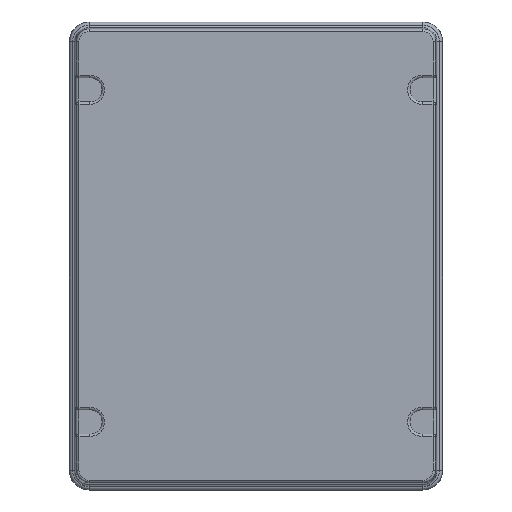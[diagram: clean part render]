
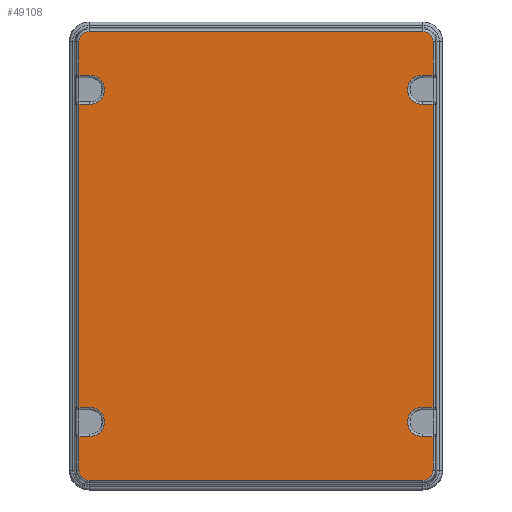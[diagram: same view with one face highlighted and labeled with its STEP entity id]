
A CAD part, top view. The second image highlights one B-rep face of the part: STEP entity #49108.
In plain terms, the highlighted planar face has unit normal (0, 0, 1).
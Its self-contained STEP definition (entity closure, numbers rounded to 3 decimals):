
#46085=DIRECTION('',(1.,0.,0.));
#46086=VECTOR('',#46085,9.237);
#46087=CARTESIAN_POINT('',(-149.637,128.1,49.5));
#46088=LINE('',#46087,#46086);
#46104=DIRECTION('',(0.,1.,0.));
#46105=VECTOR('',#46104,256.2);
#46106=CARTESIAN_POINT('',(-149.637,-128.1,49.5));
#46107=LINE('',#46106,#46105);
#46112=CARTESIAN_POINT('',(140.4,-140.4,49.5));
#46113=DIRECTION('',(0.,0.,1.));
#46114=DIRECTION('',(0.,1.,0.));
#46115=AXIS2_PLACEMENT_3D('',#46112,#46113,#46114);
#46117=CARTESIAN_POINT('',(141.1,-181.1,49.5));
#46118=DIRECTION('',(0.,0.,1.));
#46119=DIRECTION('',(0.,-1.,0.));
#46120=AXIS2_PLACEMENT_3D('',#46117,#46118,#46119);
#46122=CARTESIAN_POINT('',(-141.1,-181.1,49.5));
#46123=DIRECTION('',(0.,0.,1.));
#46124=DIRECTION('',(-1.,0.,0.));
#46125=AXIS2_PLACEMENT_3D('',#46122,#46123,#46124);
#46127=CARTESIAN_POINT('',(-140.4,-140.4,49.5));
#46128=DIRECTION('',(0.,0.,-1.));
#46129=DIRECTION('',(0.,1.,0.));
#46130=AXIS2_PLACEMENT_3D('',#46127,#46128,#46129);
#46132=CARTESIAN_POINT('',(-140.4,140.4,49.5));
#46133=DIRECTION('',(0.,0.,-1.));
#46134=DIRECTION('',(0.,1.,0.));
#46135=AXIS2_PLACEMENT_3D('',#46132,#46133,#46134);
#46137=CARTESIAN_POINT('',(-141.1,181.1,49.5));
#46138=DIRECTION('',(0.,0.,1.));
#46139=DIRECTION('',(0.,1.,0.));
#46140=AXIS2_PLACEMENT_3D('',#46137,#46138,#46139);
#46142=CARTESIAN_POINT('',(141.1,181.1,49.5));
#46143=DIRECTION('',(0.,0.,1.));
#46144=DIRECTION('',(1.,0.,0.));
#46145=AXIS2_PLACEMENT_3D('',#46142,#46143,#46144);
#46147=CARTESIAN_POINT('',(140.4,140.4,49.5));
#46148=DIRECTION('',(0.,0.,1.));
#46149=DIRECTION('',(0.,1.,0.));
#46150=AXIS2_PLACEMENT_3D('',#46147,#46148,#46149);
#46156=DIRECTION('',(0.,-1.,0.));
#46157=VECTOR('',#46156,256.2);
#46158=CARTESIAN_POINT('',(149.637,128.1,49.5));
#46159=LINE('',#46158,#46157);
#47634=DIRECTION('',(1.,0.,0.));
#47635=VECTOR('',#47634,282.2);
#47636=CARTESIAN_POINT('',(-141.1,189.637,49.5));
#47637=LINE('',#47636,#47635);
#47653=DIRECTION('',(0.,1.,0.));
#47654=VECTOR('',#47653,28.4);
#47655=CARTESIAN_POINT('',(-149.637,152.7,49.5));
#47656=LINE('',#47655,#47654);
#47680=DIRECTION('',(-1.,0.,0.));
#47681=VECTOR('',#47680,9.237);
#47682=CARTESIAN_POINT('',(-140.4,152.7,49.5));
#47683=LINE('',#47682,#47681);
#47772=DIRECTION('',(-1.,0.,0.));
#47773=VECTOR('',#47772,282.2);
#47774=CARTESIAN_POINT('',(141.1,-189.637,49.5));
#47775=LINE('',#47774,#47773);
#47791=DIRECTION('',(0.,-1.,0.));
#47792=VECTOR('',#47791,28.4);
#47793=CARTESIAN_POINT('',(149.637,-152.7,49.5));
#47794=LINE('',#47793,#47792);
#47818=DIRECTION('',(1.,0.,0.));
#47819=VECTOR('',#47818,9.237);
#47820=CARTESIAN_POINT('',(140.4,-152.7,49.5));
#47821=LINE('',#47820,#47819);
#47846=DIRECTION('',(-1.,0.,0.));
#47847=VECTOR('',#47846,9.237);
#47848=CARTESIAN_POINT('',(149.637,-128.1,49.5));
#47849=LINE('',#47848,#47847);
#48002=DIRECTION('',(0.,1.,0.));
#48003=VECTOR('',#48002,28.4);
#48004=CARTESIAN_POINT('',(-149.637,-181.1,49.5));
#48005=LINE('',#48004,#48003);
#48113=DIRECTION('',(-1.,0.,0.));
#48114=VECTOR('',#48113,9.237);
#48115=CARTESIAN_POINT('',(-140.4,-128.1,49.5));
#48116=LINE('',#48115,#48114);
#48157=DIRECTION('',(1.,0.,0.));
#48158=VECTOR('',#48157,9.237);
#48159=CARTESIAN_POINT('',(-149.637,-152.7,49.5));
#48160=LINE('',#48159,#48158);
#48192=DIRECTION('',(0.,-1.,0.));
#48193=VECTOR('',#48192,28.4);
#48194=CARTESIAN_POINT('',(149.637,181.1,49.5));
#48195=LINE('',#48194,#48193);
#48301=DIRECTION('',(1.,0.,0.));
#48302=VECTOR('',#48301,9.237);
#48303=CARTESIAN_POINT('',(140.4,128.1,49.5));
#48304=LINE('',#48303,#48302);
#48345=DIRECTION('',(-1.,0.,0.));
#48346=VECTOR('',#48345,9.237);
#48347=CARTESIAN_POINT('',(149.637,152.7,49.5));
#48348=LINE('',#48347,#48346);
#48417=CARTESIAN_POINT('',(-149.637,152.7,49.5));
#48418=CARTESIAN_POINT('',(-149.637,181.1,49.5));
#48419=VERTEX_POINT('',#48417);
#48420=VERTEX_POINT('',#48418);
#48431=CARTESIAN_POINT('',(-140.4,152.7,49.5));
#48432=VERTEX_POINT('',#48431);
#48433=CARTESIAN_POINT('',(-140.4,128.1,49.5));
#48434=VERTEX_POINT('',#48433);
#48437=CARTESIAN_POINT('',(-141.1,189.637,49.5));
#48438=VERTEX_POINT('',#48437);
#48447=CARTESIAN_POINT('',(140.4,152.7,49.5));
#48448=VERTEX_POINT('',#48447);
#48449=CARTESIAN_POINT('',(140.4,128.1,49.5));
#48450=VERTEX_POINT('',#48449);
#48453=CARTESIAN_POINT('',(149.637,152.7,49.5));
#48454=VERTEX_POINT('',#48453);
#48457=CARTESIAN_POINT('',(149.637,181.1,49.5));
#48458=VERTEX_POINT('',#48457);
#48459=CARTESIAN_POINT('',(141.1,189.637,49.5));
#48460=VERTEX_POINT('',#48459);
#48544=CARTESIAN_POINT('',(-149.637,-152.7,49.5));
#48545=VERTEX_POINT('',#48544);
#48546=CARTESIAN_POINT('',(-140.4,-152.7,49.5));
#48547=VERTEX_POINT('',#48546);
#48548=CARTESIAN_POINT('',(-140.4,-128.1,49.5));
#48549=VERTEX_POINT('',#48548);
#48556=CARTESIAN_POINT('',(-149.637,-181.1,49.5));
#48557=VERTEX_POINT('',#48556);
#48570=CARTESIAN_POINT('',(-141.1,-189.637,49.5));
#48571=VERTEX_POINT('',#48570);
#48575=CARTESIAN_POINT('',(140.4,-128.1,49.5));
#48577=VERTEX_POINT('',#48575);
#48578=CARTESIAN_POINT('',(140.4,-152.7,49.5));
#48580=VERTEX_POINT('',#48578);
#48584=CARTESIAN_POINT('',(149.637,-152.7,49.5));
#48585=VERTEX_POINT('',#48584);
#48588=CARTESIAN_POINT('',(149.637,-181.1,49.5));
#48589=VERTEX_POINT('',#48588);
#48592=CARTESIAN_POINT('',(141.1,-189.637,49.5));
#48593=VERTEX_POINT('',#48592);
#48629=CARTESIAN_POINT('',(149.637,128.1,49.5));
#48630=VERTEX_POINT('',#48629);
#48631=CARTESIAN_POINT('',(149.637,-128.1,49.5));
#48632=VERTEX_POINT('',#48631);
#48633=CARTESIAN_POINT('',(-149.637,-128.1,49.5));
#48634=CARTESIAN_POINT('',(-149.637,128.1,49.5));
#48635=VERTEX_POINT('',#48633);
#48636=VERTEX_POINT('',#48634);
#49055=CARTESIAN_POINT('',(0.,0.,49.5));
#49056=DIRECTION('',(0.,0.,1.));
#49057=DIRECTION('',(1.,0.,0.));
#49058=AXIS2_PLACEMENT_3D('',#49055,#49056,#49057);
#49059=PLANE('',#49058);
#49061=ORIENTED_EDGE('',*,*,#49060,.T.);
#49063=ORIENTED_EDGE('',*,*,#49062,.T.);
#49065=ORIENTED_EDGE('',*,*,#49064,.T.);
#49067=ORIENTED_EDGE('',*,*,#49066,.T.);
#49069=ORIENTED_EDGE('',*,*,#49068,.T.);
#49071=ORIENTED_EDGE('',*,*,#49070,.F.);
#49073=ORIENTED_EDGE('',*,*,#49072,.T.);
#49075=ORIENTED_EDGE('',*,*,#49074,.F.);
#49077=ORIENTED_EDGE('',*,*,#49076,.T.);
#49079=ORIENTED_EDGE('',*,*,#49078,.T.);
#49081=ORIENTED_EDGE('',*,*,#49080,.F.);
#49083=ORIENTED_EDGE('',*,*,#49082,.T.);
#49084=ORIENTED_EDGE('',*,*,#49045,.T.);
#49085=ORIENTED_EDGE('',*,*,#49023,.T.);
#49087=ORIENTED_EDGE('',*,*,#49086,.F.);
#49089=ORIENTED_EDGE('',*,*,#49088,.T.);
#49091=ORIENTED_EDGE('',*,*,#49090,.T.);
#49093=ORIENTED_EDGE('',*,*,#49092,.F.);
#49095=ORIENTED_EDGE('',*,*,#49094,.T.);
#49097=ORIENTED_EDGE('',*,*,#49096,.F.);
#49099=ORIENTED_EDGE('',*,*,#49098,.T.);
#49101=ORIENTED_EDGE('',*,*,#49100,.T.);
#49103=ORIENTED_EDGE('',*,*,#49102,.T.);
#49105=ORIENTED_EDGE('',*,*,#49104,.T.);
#49106=EDGE_LOOP('',(#49061,#49063,#49065,#49067,#49069,#49071,#49073,#49075,
#49077,#49079,#49081,#49083,#49084,#49085,#49087,#49089,#49091,#49093,#49095,
#49097,#49099,#49101,#49103,#49105));
#49107=FACE_OUTER_BOUND('',#49106,.F.);
#49108=ADVANCED_FACE('',(#49107),#49059,.T.);
#46116=CIRCLE('',#46115,12.3);
#46121=CIRCLE('',#46120,8.537);
#46126=CIRCLE('',#46125,8.537);
#46131=CIRCLE('',#46130,12.3);
#46136=CIRCLE('',#46135,12.3);
#46141=CIRCLE('',#46140,8.537);
#46146=CIRCLE('',#46145,8.537);
#46151=CIRCLE('',#46150,12.3);
#49023=EDGE_CURVE('',#48636,#48434,#46088,.T.);
#49045=EDGE_CURVE('',#48635,#48636,#46107,.T.);
#49060=EDGE_CURVE('',#48630,#48632,#46159,.T.);
#49062=EDGE_CURVE('',#48632,#48577,#47849,.T.);
#49064=EDGE_CURVE('',#48577,#48580,#46116,.T.);
#49066=EDGE_CURVE('',#48580,#48585,#47821,.T.);
#49068=EDGE_CURVE('',#48585,#48589,#47794,.T.);
#49070=EDGE_CURVE('',#48593,#48589,#46121,.T.);
#49072=EDGE_CURVE('',#48593,#48571,#47775,.T.);
#49074=EDGE_CURVE('',#48557,#48571,#46126,.T.);
#49076=EDGE_CURVE('',#48557,#48545,#48005,.T.);
#49078=EDGE_CURVE('',#48545,#48547,#48160,.T.);
#49080=EDGE_CURVE('',#48549,#48547,#46131,.T.);
#49082=EDGE_CURVE('',#48549,#48635,#48116,.T.);
#49086=EDGE_CURVE('',#48432,#48434,#46136,.T.);
#49088=EDGE_CURVE('',#48432,#48419,#47683,.T.);
#49090=EDGE_CURVE('',#48419,#48420,#47656,.T.);
#49092=EDGE_CURVE('',#48438,#48420,#46141,.T.);
#49094=EDGE_CURVE('',#48438,#48460,#47637,.T.);
#49096=EDGE_CURVE('',#48458,#48460,#46146,.T.);
#49098=EDGE_CURVE('',#48458,#48454,#48195,.T.);
#49100=EDGE_CURVE('',#48454,#48448,#48348,.T.);
#49102=EDGE_CURVE('',#48448,#48450,#46151,.T.);
#49104=EDGE_CURVE('',#48450,#48630,#48304,.T.);
